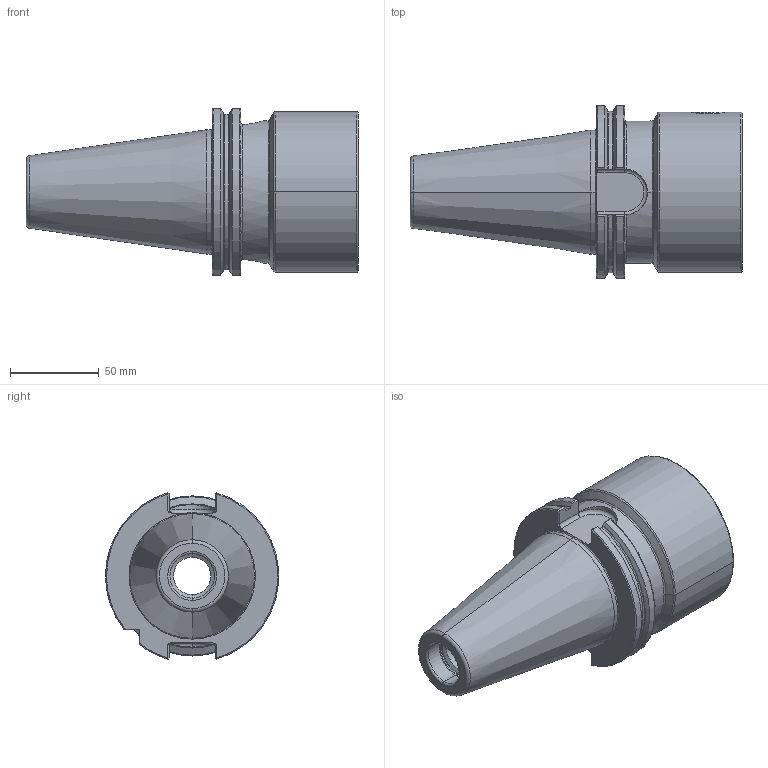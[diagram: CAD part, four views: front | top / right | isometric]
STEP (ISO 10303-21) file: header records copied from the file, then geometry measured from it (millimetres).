
FILE_DESCRIPTION (( 'STEP AP203' ), '1' );
FILE_NAME ('SK5-ST7.K01.085.STEP', '2016-02-12T09:15:15', ( 'SWIAdmin' ), ( 'Hewlett-Packard Company' ), 'SwSTEP 2.0', 'SolidWorks 2015', '' );
FILE_SCHEMA (( 'CONFIG_CONTROL_DESIGN' ));
Length unit declared in the file: millimetre
Products named in the file (3): SK5-ST7.K01.085; SK5-ST7.K01.085_A; ST7-ER1.001.029_A
Assembly tree (2 placements, depth 2):
  SK5-ST7.K01.085
    SK5-ST7.K01.085_A
    ST7-ER1.001.029_A
Bounding box: 186.6 x 97.28 x 93.51 mm (x, y, z)
Volume: 587499.1 mm3; surface area: 76960.1 mm2
Topology: 2 solids, 2 shells, 171 faces, 434 edges, 266 vertices
Faces by surface type: plane 50, cylinder 47, torus 42, cone 28, bspline 4
Entity records: 6461 total; most frequent: CARTESIAN_POINT 2140, ORIENTED_EDGE 864, DIRECTION 841, EDGE_CURVE 432, AXIS2_PLACEMENT_3D 338, VERTEX_POINT 266, EDGE_LOOP 176, ADVANCED_FACE 171
